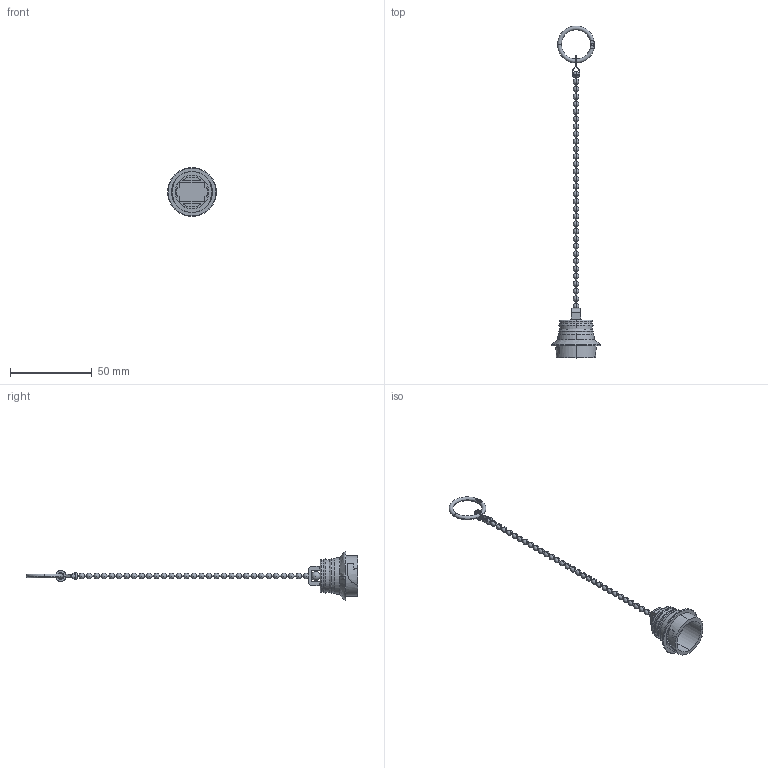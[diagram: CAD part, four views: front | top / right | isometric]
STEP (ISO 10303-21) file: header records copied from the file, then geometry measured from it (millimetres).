
FILE_DESCRIPTION (( 'STEP AP214' ), '1' );
FILE_NAME ('WT67PCT.STEP', '2010-11-22T13:52:02', ( 'x' ), ( 'Microsoft' ), 'SwSTEP 2.0', 'SolidWorks 2010', '' );
FILE_SCHEMA (( 'AUTOMOTIVE_DESIGN' ));
Length unit declared in the file: inch
Products named in the file (7): WT67PCT; WT67-MA2; WT67-MA3; WT67-MA1; WT67-MA4
Assembly tree (37 placements, depth 3):
  WT67PCT
    WT67-MA1
    WT67PCT
    WT67-MA4
    WT67-MA3
      WT67-MA2  x32
      WT67-MA3
Bounding box: 29.72 x 202.75 x 29.72 mm (x, y, z)
Volume: 4760.6 mm3; surface area: 6804 mm2
Topology: 36 solids, 36 shells, 368 faces, 1068 edges, 711 vertices
Faces by surface type: plane 138, cylinder 128, sphere 66, torus 24, cone 8, bspline 4
Entity records: 7698 total; most frequent: CARTESIAN_POINT 1766, DIRECTION 1058, ORIENTED_EDGE 998, EDGE_CURVE 499, AXIS2_PLACEMENT_3D 424, VERTEX_POINT 332, VECTOR 210, LINE 210
